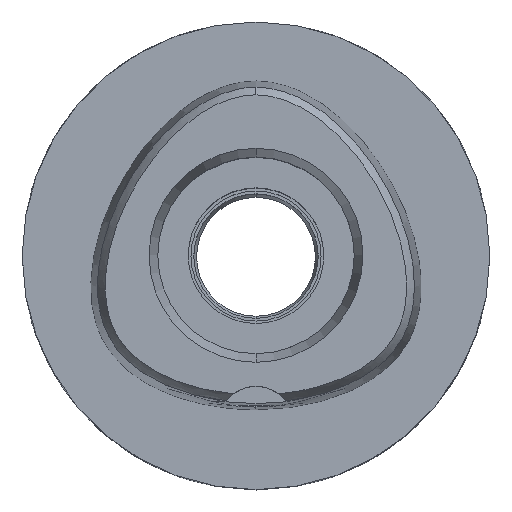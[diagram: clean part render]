
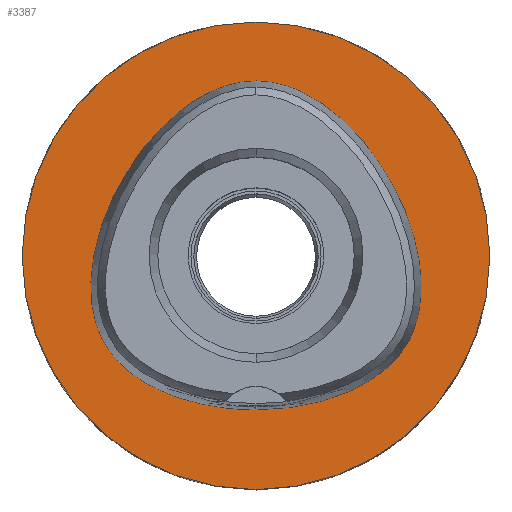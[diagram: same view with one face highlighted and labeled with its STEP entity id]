
A CAD part, top view. The second image highlights one B-rep face of the part: STEP entity #3387.
In plain terms, the highlighted planar face has unit normal (0, 0, 1).
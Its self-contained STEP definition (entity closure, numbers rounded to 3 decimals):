
#15 = CARTESIAN_POINT ( 'NONE',  ( 0., 18.695, 0. ) ) ;
#97 = CARTESIAN_POINT ( 'NONE',  ( 0., -25., 0. ) ) ;
#142 = AXIS2_PLACEMENT_3D ( 'NONE', #1874, #3355, #2260 ) ;
#212 = CARTESIAN_POINT ( 'NONE',  ( 0., 25., 0. ) ) ;
#224 = CARTESIAN_POINT ( 'NONE',  ( -17.564, -5.456, 0. ) ) ;
#247 = CARTESIAN_POINT ( 'NONE',  ( -14.788, -11.282, 0. ) ) ;
#269 = ORIENTED_EDGE ( 'NONE', *, *, #1407, .F. ) ;
#314 = CARTESIAN_POINT ( 'NONE',  ( 0., 0., 0. ) ) ;
#498 = EDGE_LOOP ( 'NONE', ( #3244, #269 ) ) ;
#560 = CARTESIAN_POINT ( 'NONE',  ( -16.669, -8.446, 0. ) ) ;
#582 = CARTESIAN_POINT ( 'NONE',  ( -2.041, 18.55, 0. ) ) ;
#608 = ORIENTED_EDGE ( 'NONE', *, *, #4009, .F. ) ;
#610 = CARTESIAN_POINT ( 'NONE',  ( -0.68, 18.695, 0. ) ) ;
#698 = CARTESIAN_POINT ( 'NONE',  ( 17.165, -7.166, 0. ) ) ;
#713 = CARTESIAN_POINT ( 'NONE',  ( 16.517, 3.703, 0. ) ) ;
#789 = CARTESIAN_POINT ( 'NONE',  ( 11.687, -13.704, 0. ) ) ;
#921 = CARTESIAN_POINT ( 'NONE',  ( 0., 18.695, 0. ) ) ;
#943 = CARTESIAN_POINT ( 'NONE',  ( -13.507, -12.483, 0. ) ) ;
#1072 = AXIS2_PLACEMENT_3D ( 'NONE', #2177, #4012, #4755 ) ;
#1102 = CARTESIAN_POINT ( 'NONE',  ( 4.729, 17.735, 0. ) ) ;
#1351 = CARTESIAN_POINT ( 'NONE',  ( -16.517, 3.703, 0. ) ) ;
#1407 = EDGE_CURVE ( 'NONE', #4199, #4743, #4000, .T. ) ;
#1420 = CARTESIAN_POINT ( 'NONE',  ( 15.649, -10.213, 0. ) ) ;
#1439 = CARTESIAN_POINT ( 'NONE',  ( 17.564, -5.456, 0. ) ) ;
#1700 = CARTESIAN_POINT ( 'NONE',  ( -5.051, -16.156, 0. ) ) ;
#1786 = CARTESIAN_POINT ( 'NONE',  ( 0., -16.455, 0. ) ) ;
#1812 = CARTESIAN_POINT ( 'NONE',  ( -7.968, 15.831, 0. ) ) ;
#1829 = CARTESIAN_POINT ( 'NONE',  ( 7.968, 15.831, 0. ) ) ;
#1874 = CARTESIAN_POINT ( 'NONE',  ( 0., 0., 0. ) ) ;
#2063 = CARTESIAN_POINT ( 'NONE',  ( -8.947, -15.039, 0. ) ) ;
#2177 = CARTESIAN_POINT ( 'NONE',  ( 0., 0., 0. ) ) ;
#2194 = CARTESIAN_POINT ( 'NONE',  ( 14.38, 8.302, 0. ) ) ;
#2219 = CARTESIAN_POINT ( 'NONE',  ( 2.041, 18.55, 0. ) ) ;
#2260 = DIRECTION ( 'NONE',  ( 0., -1., 0. ) ) ;
#2402 = CARTESIAN_POINT ( 'NONE',  ( -17.711, -3.269, 0. ) ) ;
#2462 = DIRECTION ( 'NONE',  ( 0., 1., 0. ) ) ;
#2530 = PLANE ( 'NONE',  #1072 ) ;
#2552 = CARTESIAN_POINT ( 'NONE',  ( 8.947, -15.039, 0. ) ) ;
#2791 = VERTEX_POINT ( 'NONE', #4444 ) ;
#2824 = CIRCLE ( 'NONE', #3988, 25. ) ;
#2896 = CARTESIAN_POINT ( 'NONE',  ( 16.206, -9.357, 0. ) ) ;
#2920 = CARTESIAN_POINT ( 'NONE',  ( 17.498, -0.229, 0. ) ) ;
#2946 = FACE_OUTER_BOUND ( 'NONE', #498, .T. ) ;
#2954 = B_SPLINE_CURVE_WITH_KNOTS ( 'NONE', 3,
 ( #1786, #4107, #2990, #2552, #789, #4028, #3632, #1420, #2896, #4368, #698, #1439, #4416, #2920, #713, #2194, #3676, #1829, #1102, #2219, #3704, #15 ),
 .UNSPECIFIED., .F., .F.,
 ( 4, 1, 1, 1, 1, 1, 1, 1, 1, 1, 1, 1, 1, 1, 1, 1, 1, 1, 1, 4 ),
 ( 0., 0.083, 0.167, 0.208, 0.25, 0.292, 0.312, 0.333, 0.354, 0.375, 0.417, 0.458, 0.5, 0.583, 0.667, 0.75, 0.833, 0.917, 0.958, 1. ),
 .UNSPECIFIED. ) ;
#2990 = CARTESIAN_POINT ( 'NONE',  ( 5.051, -16.156, 0. ) ) ;
#3151 = CARTESIAN_POINT ( 'NONE',  ( -15.649, -10.213, 0. ) ) ;
#3173 = CARTESIAN_POINT ( 'NONE',  ( -1.684, -16.455, 0. ) ) ;
#3244 = ORIENTED_EDGE ( 'NONE', *, *, #4716, .F. ) ;
#3279 = FACE_BOUND ( 'NONE', #4449, .T. ) ;
#3355 = DIRECTION ( 'NONE',  ( 0., 0., -1. ) ) ;
#3387 = ADVANCED_FACE ( 'NONE', ( #2946, #3279 ), #2530, .F. ) ;
#3441 = EDGE_CURVE ( 'NONE', #2791, #4339, #2954, .T. ) ;
#3515 = CARTESIAN_POINT ( 'NONE',  ( -16.206, -9.357, 0. ) ) ;
#3545 = CARTESIAN_POINT ( 'NONE',  ( -4.729, 17.735, 0. ) ) ;
#3632 = CARTESIAN_POINT ( 'NONE',  ( 14.788, -11.282, 0. ) ) ;
#3676 = CARTESIAN_POINT ( 'NONE',  ( 11.466, 12.452, 0. ) ) ;
#3704 = CARTESIAN_POINT ( 'NONE',  ( 0.68, 18.695, 0. ) ) ;
#3750 = ORIENTED_EDGE ( 'NONE', *, *, #3441, .F. ) ;
#3813 = CARTESIAN_POINT ( 'NONE',  ( 0., 18.695, 0. ) ) ;
#3875 = CARTESIAN_POINT ( 'NONE',  ( -17.165, -7.166, 0. ) ) ;
#3988 = AXIS2_PLACEMENT_3D ( 'NONE', #314, #4735, #2462 ) ;
#4000 = CIRCLE ( 'NONE', #142, 25. ) ;
#4009 = EDGE_CURVE ( 'NONE', #4339, #2791, #4164, .T. ) ;
#4012 = DIRECTION ( 'NONE',  ( 0., 0., -1. ) ) ;
#4028 = CARTESIAN_POINT ( 'NONE',  ( 13.507, -12.483, 0. ) ) ;
#4107 = CARTESIAN_POINT ( 'NONE',  ( 1.684, -16.455, 0. ) ) ;
#4164 = B_SPLINE_CURVE_WITH_KNOTS ( 'NONE', 3,
 ( #921, #610, #582, #3545, #1812, #4767, #4668, #1351, #4649, #2402, #224, #3875, #560, #3515, #3151, #247, #943, #4626, #2063, #1700, #3173, #4286 ),
 .UNSPECIFIED., .F., .F.,
 ( 4, 1, 1, 1, 1, 1, 1, 1, 1, 1, 1, 1, 1, 1, 1, 1, 1, 1, 1, 4 ),
 ( 0., 0.042, 0.083, 0.167, 0.25, 0.333, 0.417, 0.5, 0.542, 0.583, 0.625, 0.646, 0.667, 0.688, 0.708, 0.75, 0.792, 0.833, 0.917, 1. ),
 .UNSPECIFIED. ) ;
#4199 = VERTEX_POINT ( 'NONE', #97 ) ;
#4286 = CARTESIAN_POINT ( 'NONE',  ( 0., -16.455, 0. ) ) ;
#4339 = VERTEX_POINT ( 'NONE', #3813 ) ;
#4368 = CARTESIAN_POINT ( 'NONE',  ( 16.669, -8.446, 0. ) ) ;
#4416 = CARTESIAN_POINT ( 'NONE',  ( 17.711, -3.269, 0. ) ) ;
#4444 = CARTESIAN_POINT ( 'NONE',  ( 0., -16.455, 0. ) ) ;
#4449 = EDGE_LOOP ( 'NONE', ( #608, #3750 ) ) ;
#4626 = CARTESIAN_POINT ( 'NONE',  ( -11.687, -13.704, 0. ) ) ;
#4649 = CARTESIAN_POINT ( 'NONE',  ( -17.498, -0.229, 0. ) ) ;
#4668 = CARTESIAN_POINT ( 'NONE',  ( -14.38, 8.302, 0. ) ) ;
#4716 = EDGE_CURVE ( 'NONE', #4743, #4199, #2824, .T. ) ;
#4735 = DIRECTION ( 'NONE',  ( 0., 0., -1. ) ) ;
#4743 = VERTEX_POINT ( 'NONE', #212 ) ;
#4755 = DIRECTION ( 'NONE',  ( 0., -1., 0. ) ) ;
#4767 = CARTESIAN_POINT ( 'NONE',  ( -11.466, 12.452, 0. ) ) ;
